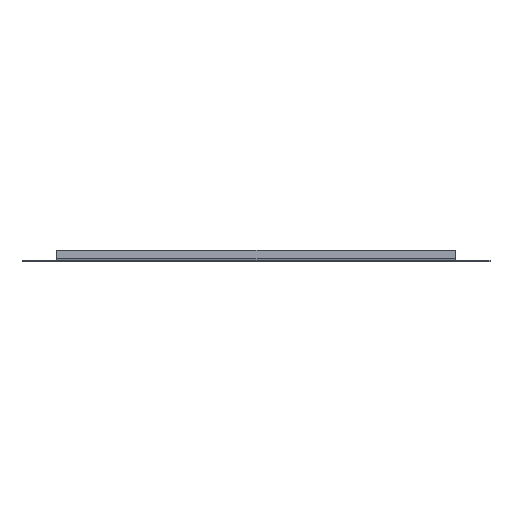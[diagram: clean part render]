
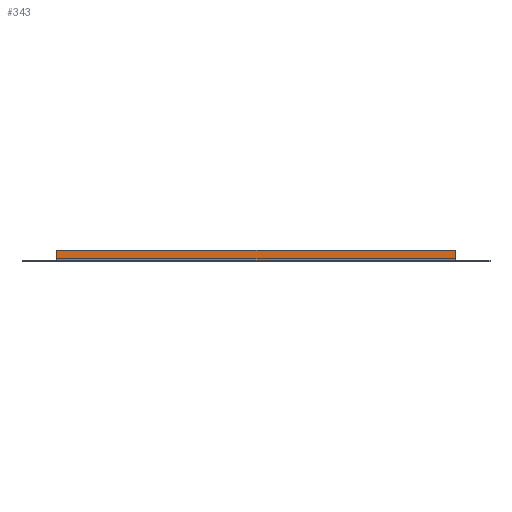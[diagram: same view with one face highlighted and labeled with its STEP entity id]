
A CAD part, front view. The second image highlights one B-rep face of the part: STEP entity #343.
In plain terms, the highlighted planar face has unit normal (0, -1, 0).
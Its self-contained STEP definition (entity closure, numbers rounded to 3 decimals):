
#94 = VERTEX_POINT ( 'NONE', #1554 ) ;
#96 = ORIENTED_EDGE ( 'NONE', *, *, #1501, .F. ) ;
#140 = EDGE_CURVE ( 'NONE', #1377, #1293, #1419, .T. ) ;
#218 = VECTOR ( 'NONE', #854, 1000. ) ;
#272 = FACE_OUTER_BOUND ( 'NONE', #1094, .T. ) ;
#276 = VECTOR ( 'NONE', #526, 1000. ) ;
#343 = ADVANCED_FACE ( 'NONE', ( #272 ), #1261, .F. ) ;
#347 = DIRECTION ( 'NONE',  ( 0., 0., 1. ) ) ;
#381 = EDGE_CURVE ( 'NONE', #94, #1377, #398, .T. ) ;
#390 = CARTESIAN_POINT ( 'NONE',  ( 293.5, -2., 0. ) ) ;
#398 = LINE ( 'NONE', #390, #276 ) ;
#405 = CARTESIAN_POINT ( 'NONE',  ( 293.5, -2., 1. ) ) ;
#423 = DIRECTION ( 'NONE',  ( -1., 0., 0. ) ) ;
#468 = ORIENTED_EDGE ( 'NONE', *, *, #801, .F. ) ;
#479 = VECTOR ( 'NONE', #423, 1000. ) ;
#498 = CARTESIAN_POINT ( 'NONE',  ( 23.5, -2., 7. ) ) ;
#526 = DIRECTION ( 'NONE',  ( 0., 0., -1. ) ) ;
#667 = DIRECTION ( 'NONE',  ( 0., 0., -1. ) ) ;
#706 = VECTOR ( 'NONE', #347, 1000. ) ;
#745 = ORIENTED_EDGE ( 'NONE', *, *, #140, .F. ) ;
#755 = LINE ( 'NONE', #498, #706 ) ;
#801 = EDGE_CURVE ( 'NONE', #1293, #977, #755, .T. ) ;
#854 = DIRECTION ( 'NONE',  ( 1., 0., 0. ) ) ;
#977 = VERTEX_POINT ( 'NONE', #1467 ) ;
#1034 = CARTESIAN_POINT ( 'NONE',  ( 0., -2., 0. ) ) ;
#1094 = EDGE_LOOP ( 'NONE', ( #745, #1241, #96, #468 ) ) ;
#1144 = DIRECTION ( 'NONE',  ( 0., 1., 0. ) ) ;
#1171 = CARTESIAN_POINT ( 'NONE',  ( 23.5, -2., 1. ) ) ;
#1241 = ORIENTED_EDGE ( 'NONE', *, *, #381, .F. ) ;
#1261 = PLANE ( 'NONE',  #1625 ) ;
#1293 = VERTEX_POINT ( 'NONE', #1460 ) ;
#1377 = VERTEX_POINT ( 'NONE', #405 ) ;
#1419 = LINE ( 'NONE', #1171, #479 ) ;
#1458 = CARTESIAN_POINT ( 'NONE',  ( 293.5, -2., 7. ) ) ;
#1460 = CARTESIAN_POINT ( 'NONE',  ( 23.5, -2., 1. ) ) ;
#1467 = CARTESIAN_POINT ( 'NONE',  ( 23.5, -2., 7. ) ) ;
#1501 = EDGE_CURVE ( 'NONE', #977, #94, #1512, .T. ) ;
#1512 = LINE ( 'NONE', #1458, #218 ) ;
#1554 = CARTESIAN_POINT ( 'NONE',  ( 293.5, -2., 7. ) ) ;
#1625 = AXIS2_PLACEMENT_3D ( 'NONE', #1034, #1144, #667 ) ;
